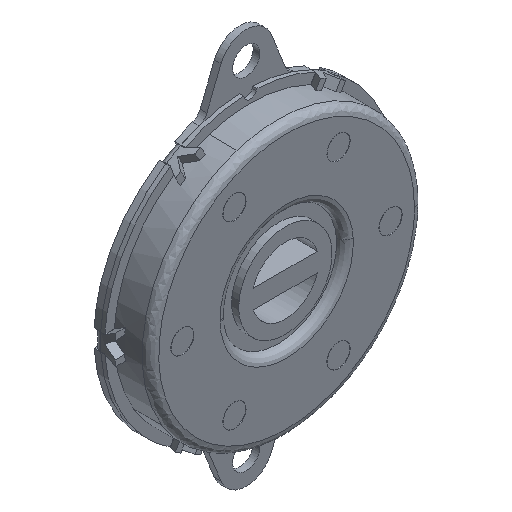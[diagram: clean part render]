
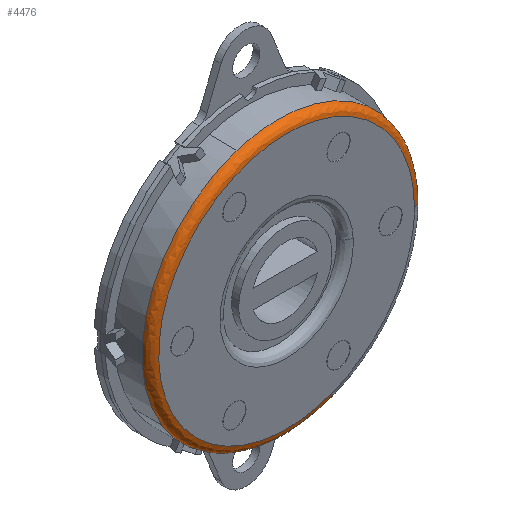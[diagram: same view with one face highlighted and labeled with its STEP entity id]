
A CAD part, isometric view. The second image highlights one B-rep face of the part: STEP entity #4476.
In plain terms, the highlighted free-form (B-spline) face has degree [2, 2] with [9, 3] control points.
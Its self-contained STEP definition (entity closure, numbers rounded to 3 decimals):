
#2391=CARTESIAN_POINT('',(-27.976,-9.3,-16.931));
#2392=VERTEX_POINT('',#2391);
#2393=CARTESIAN_POINT('',(-9.911,-9.3,31.162));
#2394=VERTEX_POINT('',#2393);
#2395=CARTESIAN_POINT('',(-27.976,-9.3,-16.931));
#2396=CARTESIAN_POINT('',(-32.7,-9.3,-9.124));
#2397=CARTESIAN_POINT('',(-32.7,-9.3,0.));
#2398=CARTESIAN_POINT('',(-32.7,-9.3,23.914));
#2399=CARTESIAN_POINT('',(-9.911,-9.3,31.162));
#2407=(BOUNDED_CURVE()B_SPLINE_CURVE(2,(#2395,#2396,#2397,#2398,#2399),.UNSPECIFIED.,.F.,.U.)B_SPLINE_CURVE_WITH_KNOTS((3,2,3),(0.662,0.75,0.948),.UNSPECIFIED.)CURVE()GEOMETRIC_REPRESENTATION_ITEM()RATIONAL_B_SPLINE_CURVE((0.866,0.896,1.0,0.768,0.904))REPRESENTATION_ITEM(''));
#2408=EDGE_CURVE('',#2392,#2394,#2407,.T.);
#3012=CARTESIAN_POINT('',(0.0,-9.3,32.7));
#3013=VERTEX_POINT('',#3012);
#3014=CARTESIAN_POINT('',(-9.911,-9.3,31.162));
#3015=CARTESIAN_POINT('',(-5.075,-9.3,32.7));
#3016=CARTESIAN_POINT('',(0.0,-9.3,32.7));
#3024=(BOUNDED_CURVE()B_SPLINE_CURVE(2,(#3014,#3015,#3016),.UNSPECIFIED.,.F.,.U.)B_SPLINE_CURVE_WITH_KNOTS((3,3),(0.948,1.0),.UNSPECIFIED.)CURVE()GEOMETRIC_REPRESENTATION_ITEM()RATIONAL_B_SPLINE_CURVE((0.904,0.94,1.0))REPRESENTATION_ITEM(''));
#3025=EDGE_CURVE('',#2394,#3013,#3024,.T.);
#3027=CARTESIAN_POINT('',(32.7,-9.3,0.0));
#3028=VERTEX_POINT('',#3027);
#3029=CARTESIAN_POINT('',(0.0,-9.3,32.7));
#3030=CARTESIAN_POINT('',(32.7,-9.3,32.7));
#3031=CARTESIAN_POINT('',(32.7,-9.3,0.0));
#3039=(BOUNDED_CURVE()B_SPLINE_CURVE(2,(#3029,#3030,#3031),.UNSPECIFIED.,.F.,.U.)B_SPLINE_CURVE_WITH_KNOTS((3,3),(0.0,0.25),.UNSPECIFIED.)CURVE()GEOMETRIC_REPRESENTATION_ITEM()RATIONAL_B_SPLINE_CURVE((1.0,0.707,1.0))REPRESENTATION_ITEM(''));
#3040=EDGE_CURVE('',#3013,#3028,#3039,.T.);
#3042=CARTESIAN_POINT('',(11.553,-9.3,-30.591));
#3043=VERTEX_POINT('',#3042);
#3057=CARTESIAN_POINT('',(0.0,-9.3,-32.7));
#3058=VERTEX_POINT('',#3057);
#3059=CARTESIAN_POINT('',(11.553,-9.3,-30.591));
#3060=CARTESIAN_POINT('',(5.969,-9.3,-32.7));
#3061=CARTESIAN_POINT('',(0.0,-9.3,-32.7));
#3069=(BOUNDED_CURVE()B_SPLINE_CURVE(2,(#3059,#3060,#3061),.UNSPECIFIED.,.F.,.U.)B_SPLINE_CURVE_WITH_KNOTS((3,3),(0.44,0.5),.UNSPECIFIED.)CURVE()GEOMETRIC_REPRESENTATION_ITEM()RATIONAL_B_SPLINE_CURVE((0.893,0.93,1.0))REPRESENTATION_ITEM(''));
#3070=EDGE_CURVE('',#3043,#3058,#3069,.T.);
#3072=CARTESIAN_POINT('',(0.0,-9.3,-32.7));
#3073=CARTESIAN_POINT('',(-18.432,-9.3,-32.7));
#3074=CARTESIAN_POINT('',(-27.976,-9.3,-16.931));
#3082=(BOUNDED_CURVE()B_SPLINE_CURVE(2,(#3072,#3073,#3074),.UNSPECIFIED.,.F.,.U.)B_SPLINE_CURVE_WITH_KNOTS((3,3),(0.5,0.662),.UNSPECIFIED.)CURVE()GEOMETRIC_REPRESENTATION_ITEM()RATIONAL_B_SPLINE_CURVE((1.0,0.811,0.866))REPRESENTATION_ITEM(''));
#3083=EDGE_CURVE('',#3058,#2392,#3082,.T.);
#4359=CARTESIAN_POINT('',(10.797,-11.295,-28.59));
#4360=CARTESIAN_POINT('',(5.579,-11.295,-30.561));
#4361=CARTESIAN_POINT('',(0.,-11.295,-30.561));
#4362=CARTESIAN_POINT('',(-30.561,-11.295,-30.561));
#4363=CARTESIAN_POINT('',(-30.561,-11.295,0.));
#4364=CARTESIAN_POINT('',(-30.561,-11.295,30.561));
#4365=CARTESIAN_POINT('',(0.,-11.295,30.561));
#4366=CARTESIAN_POINT('',(30.561,-11.295,30.561));
#4367=CARTESIAN_POINT('',(30.561,-11.295,0.));
#4368=CARTESIAN_POINT('',(11.608,-11.455,-30.737));
#4369=CARTESIAN_POINT('',(5.997,-11.455,-32.855));
#4370=CARTESIAN_POINT('',(0.,-11.455,-32.855));
#4371=CARTESIAN_POINT('',(-32.855,-11.455,-32.855));
#4372=CARTESIAN_POINT('',(-32.855,-11.455,0.));
#4373=CARTESIAN_POINT('',(-32.855,-11.455,32.855));
#4374=CARTESIAN_POINT('',(0.,-11.455,32.855));
#4375=CARTESIAN_POINT('',(32.855,-11.455,32.855));
#4376=CARTESIAN_POINT('',(32.855,-11.455,0.));
#4377=CARTESIAN_POINT('',(11.551,-9.161,-30.587));
#4378=CARTESIAN_POINT('',(5.968,-9.161,-32.695));
#4379=CARTESIAN_POINT('',(0.,-9.161,-32.695));
#4380=CARTESIAN_POINT('',(-32.695,-9.161,-32.695));
#4381=CARTESIAN_POINT('',(-32.695,-9.161,0.));
#4382=CARTESIAN_POINT('',(-32.695,-9.161,32.695));
#4383=CARTESIAN_POINT('',(0.,-9.161,32.695));
#4384=CARTESIAN_POINT('',(32.695,-9.161,32.695));
#4385=CARTESIAN_POINT('',(32.695,-9.161,0.));
#4393=(BOUNDED_SURFACE()B_SPLINE_SURFACE(2,2,((#4359,#4368,#4377),(#4360,#4369,#4378),(#4361,#4370,#4379),(#4362,#4371,#4380),(#4363,#4372,#4381),(#4364,#4373,#4382),(#4365,#4374,#4383),(#4366,#4375,#4384),(#4367,#4376,#4385)),.UNSPECIFIED.,.F.,.F.,.U.)B_SPLINE_SURFACE_WITH_KNOTS((3,2,2,2,3),(3,3),(0.0,13.001,67.172,121.343,175.514),(0.0,3.645),.UNSPECIFIED.)GEOMETRIC_REPRESENTATION_ITEM()RATIONAL_B_SPLINE_SURFACE(((0.818,0.535,0.814),(0.852,0.557,0.847),(0.916,0.599,0.911),(0.648,0.424,0.644),(0.916,0.599,0.911),(0.648,0.424,0.644),(0.916,0.599,0.911),(0.648,0.424,0.644),(0.916,0.599,0.911)))REPRESENTATION_ITEM('')SURFACE());
#4394=CARTESIAN_POINT('',(0.0,-11.3,-30.7));
#4395=VERTEX_POINT('',#4394);
#4396=CARTESIAN_POINT('',(10.846,-11.3,-28.72));
#4397=VERTEX_POINT('',#4396);
#4398=CARTESIAN_POINT('',(0.0,-11.3,-30.7));
#4399=CARTESIAN_POINT('',(5.604,-11.3,-30.7));
#4400=CARTESIAN_POINT('',(10.846,-11.3,-28.72));
#4408=(BOUNDED_CURVE()B_SPLINE_CURVE(2,(#4398,#4399,#4400),.UNSPECIFIED.,.F.,.U.)B_SPLINE_CURVE_WITH_KNOTS((3,3),(0.5,0.56),.UNSPECIFIED.)CURVE()GEOMETRIC_REPRESENTATION_ITEM()RATIONAL_B_SPLINE_CURVE((1.0,0.93,0.893))REPRESENTATION_ITEM(''));
#4409=EDGE_CURVE('',#4395,#4397,#4408,.T.);
#4410=ORIENTED_EDGE('',*,*,#4409,.F.);
#4411=CARTESIAN_POINT('',(0.0,-11.3,30.7));
#4412=VERTEX_POINT('',#4411);
#4413=CARTESIAN_POINT('',(0.0,-11.3,30.7));
#4414=CARTESIAN_POINT('',(-30.7,-11.3,30.7));
#4415=CARTESIAN_POINT('',(-30.7,-11.3,0.));
#4416=CARTESIAN_POINT('',(-30.7,-11.3,-30.7));
#4417=CARTESIAN_POINT('',(0.0,-11.3,-30.7));
#4425=(BOUNDED_CURVE()B_SPLINE_CURVE(2,(#4413,#4414,#4415,#4416,#4417),.UNSPECIFIED.,.F.,.U.)B_SPLINE_CURVE_WITH_KNOTS((3,2,3),(0.0,0.25,0.5),.UNSPECIFIED.)CURVE()GEOMETRIC_REPRESENTATION_ITEM()RATIONAL_B_SPLINE_CURVE((1.0,0.707,1.0,0.707,1.0))REPRESENTATION_ITEM(''));
#4426=EDGE_CURVE('',#4412,#4395,#4425,.T.);
#4427=ORIENTED_EDGE('',*,*,#4426,.F.);
#4428=CARTESIAN_POINT('',(30.7,-11.3,0.0));
#4429=VERTEX_POINT('',#4428);
#4430=CARTESIAN_POINT('',(30.7,-11.3,0.0));
#4431=CARTESIAN_POINT('',(30.7,-11.3,30.7));
#4432=CARTESIAN_POINT('',(0.0,-11.3,30.7));
#4440=(BOUNDED_CURVE()B_SPLINE_CURVE(2,(#4430,#4431,#4432),.UNSPECIFIED.,.F.,.U.)B_SPLINE_CURVE_WITH_KNOTS((3,3),(0.75,1.0),.UNSPECIFIED.)CURVE()GEOMETRIC_REPRESENTATION_ITEM()RATIONAL_B_SPLINE_CURVE((1.0,0.707,1.0))REPRESENTATION_ITEM(''));
#4441=EDGE_CURVE('',#4429,#4412,#4440,.T.);
#4442=ORIENTED_EDGE('',*,*,#4441,.F.);
#4443=CARTESIAN_POINT('',(30.7,-11.3,0.0));
#4444=CARTESIAN_POINT('',(32.7,-11.3,0.0));
#4445=CARTESIAN_POINT('',(32.7,-9.3,0.0));
#4453=(BOUNDED_CURVE()B_SPLINE_CURVE(2,(#4443,#4444,#4445),.UNSPECIFIED.,.F.,.U.)B_SPLINE_CURVE_WITH_KNOTS((3,3),(-1.736,-0.277),.UNSPECIFIED.)CURVE()GEOMETRIC_REPRESENTATION_ITEM()RATIONAL_B_SPLINE_CURVE((0.889,0.627,0.884))REPRESENTATION_ITEM(''));
#4454=EDGE_CURVE('',#4429,#3028,#4453,.T.);
#4455=ORIENTED_EDGE('',*,*,#4454,.T.);
#4456=ORIENTED_EDGE('',*,*,#3040,.F.);
#4457=ORIENTED_EDGE('',*,*,#3025,.F.);
#4458=ORIENTED_EDGE('',*,*,#2408,.F.);
#4459=ORIENTED_EDGE('',*,*,#3083,.F.);
#4460=ORIENTED_EDGE('',*,*,#3070,.F.);
#4461=CARTESIAN_POINT('',(10.846,-11.3,-28.72));
#4462=CARTESIAN_POINT('',(11.553,-11.3,-30.591));
#4463=CARTESIAN_POINT('',(11.553,-9.3,-30.591));
#4471=(BOUNDED_CURVE()B_SPLINE_CURVE(2,(#4461,#4462,#4463),.UNSPECIFIED.,.F.,.U.)B_SPLINE_CURVE_WITH_KNOTS((3,3),(-1.736,-0.277),.UNSPECIFIED.)CURVE()GEOMETRIC_REPRESENTATION_ITEM()RATIONAL_B_SPLINE_CURVE((0.794,0.56,0.789))REPRESENTATION_ITEM(''));
#4472=EDGE_CURVE('',#4397,#3043,#4471,.T.);
#4473=ORIENTED_EDGE('',*,*,#4472,.F.);
#4474=EDGE_LOOP('',(#4410,#4427,#4442,#4455,#4456,#4457,#4458,#4459,#4460,#4473));
#4475=FACE_OUTER_BOUND('',#4474,.T.);
#4476=ADVANCED_FACE('',(#4475),#4393,.T.);
